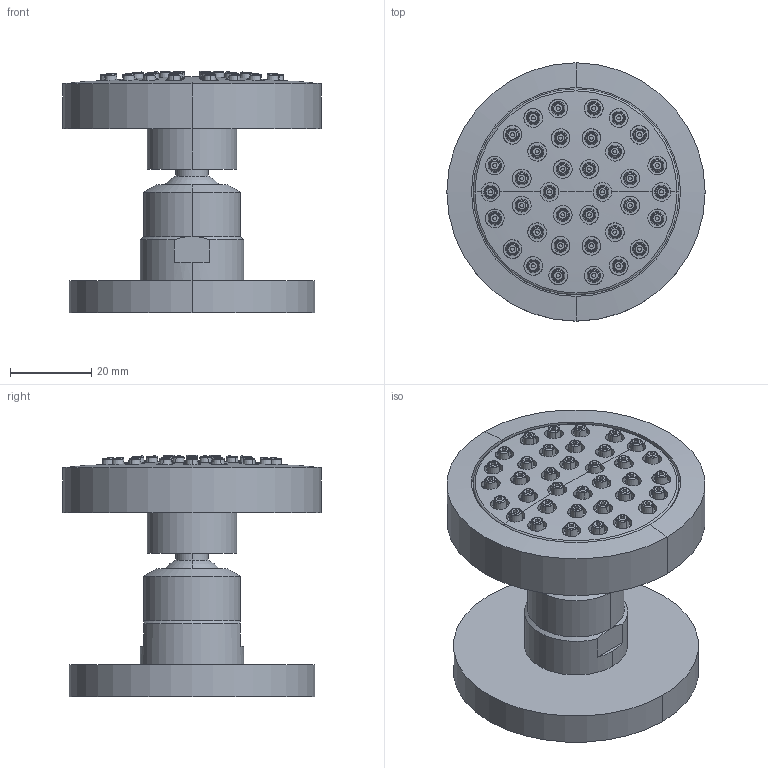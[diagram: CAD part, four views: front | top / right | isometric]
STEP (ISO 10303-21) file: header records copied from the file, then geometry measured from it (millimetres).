
FILE_DESCRIPTION((''),'2;1');
FILE_NAME('2174','2021-01-07T11:16:12',('jinson.thomas'),(''),'CREO PARAMETRIC BY PTC INC, 2018400','CREO PARAMETRIC BY PTC INC, 2018400','');
FILE_SCHEMA(('CONFIG_CONTROL_DESIGN'));
Length unit declared in the file: inch
Products named in the file (1): 2174
Bounding box: 63.5 x 63.5 x 59.48 mm (x, y, z)
Volume: 74691.3 mm3; surface area: 20706.2 mm2
Topology: 1 solids, 1 shells, 439 faces, 1033 edges, 703 vertices
Faces by surface type: cylinder 155, sphere 78, cone 76, bspline 72, plane 46, extrusion 10, torus 2
Entity records: 20524 total; most frequent: CARTESIAN_POINT 11443, ORIENTED_EDGE 2062, DIRECTION 1422, EDGE_CURVE 1031, VERTEX_POINT 703, AXIS2_PLACEMENT_3D 550, EDGE_LOOP 548, B_SPLINE_CURVE_WITH_KNOTS 536
